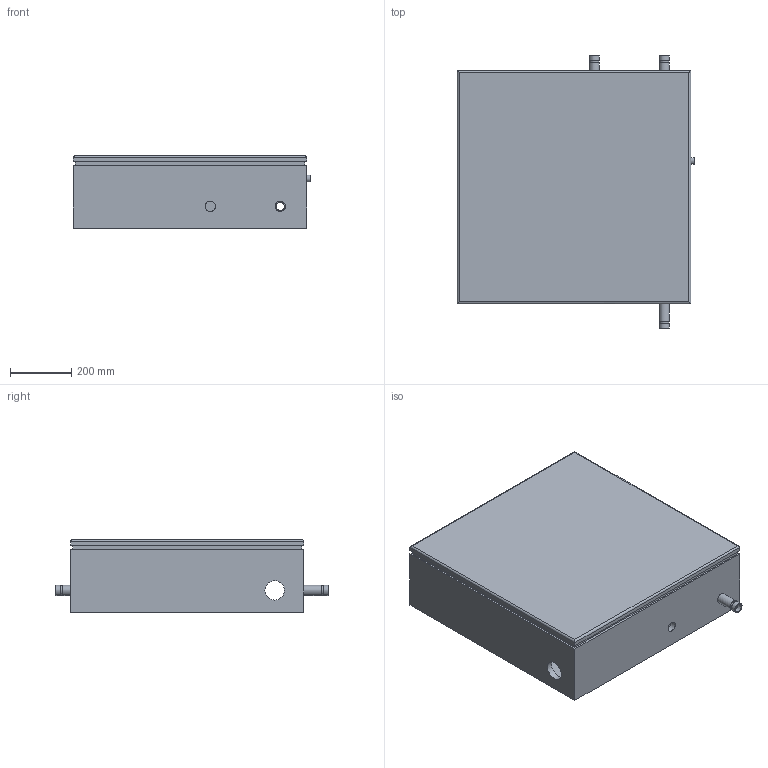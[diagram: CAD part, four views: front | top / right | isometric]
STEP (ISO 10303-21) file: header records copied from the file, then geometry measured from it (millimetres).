
FILE_DESCRIPTION(/* description */ ('This is default description.','CAx-IF Rec.Pracs.---Representation and Presentation of Product Manufacturing Information (PMI)---4.0---2014-10-13'),/* implementation_level */ '2;1');
FILE_NAME(/* name */ 'Victaulic-FP-Vortex 2000 Series 951 Combination Panel_01.0 Dry.stp',/* time_stamp */ '2019-12-05T15:17:02+06:00',/* author */ ('Vjadhav'),/* organization */ ('Victaulic'),/* preprocessor_version */ 'ST-DEVELOPER v17.2',/* originating_system */ 'Autodesk Inventor 2019',/* authorisation */ '');
FILE_SCHEMA (('AP242_MANAGED_MODEL_BASED_3D_ENGINEERING_MIM_LF { 1 0 10303 442 1 1 4 }'));
Length unit declared in the file: inch
Products named in the file (2): 951-01.0 Dry; 951-01.0 Dry_1
Assembly tree (1 placements, depth 2):
  951-01.0 Dry
    951-01.0 Dry_1
Bounding box: 774.7 x 889.76 x 236.98 mm (x, y, z)
Volume: 34641151.3 mm3; surface area: 3736308 mm2
Topology: 1 solids, 1 shells, 82 faces, 169 edges, 112 vertices
Faces by surface type: plane 53, cylinder 29
Full cylindrical faces by diameter (mm): 7.938 x4, 15.748 x1, 21.336 x1, 22.352 x2, 26.67 x3, 30.201 x2, 30.226 x2, 33.401 x7, 63.5 x3
Entity records: 2374 total; most frequent: DIRECTION 399, CARTESIAN_POINT 366, ORIENTED_EDGE 338, EDGE_CURVE 169, AXIS2_PLACEMENT_3D 145, EDGE_LOOP 119, VERTEX_POINT 112, LINE 109
